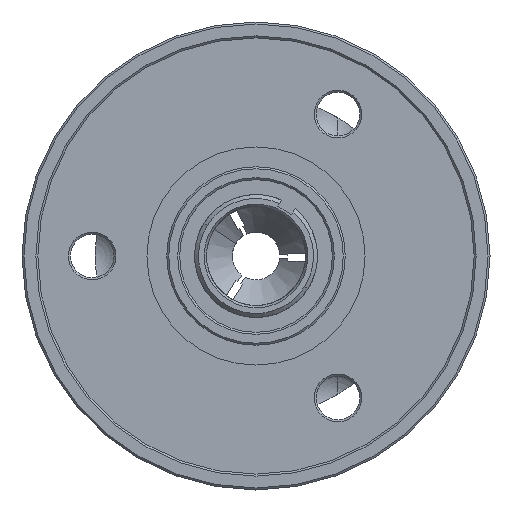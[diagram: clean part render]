
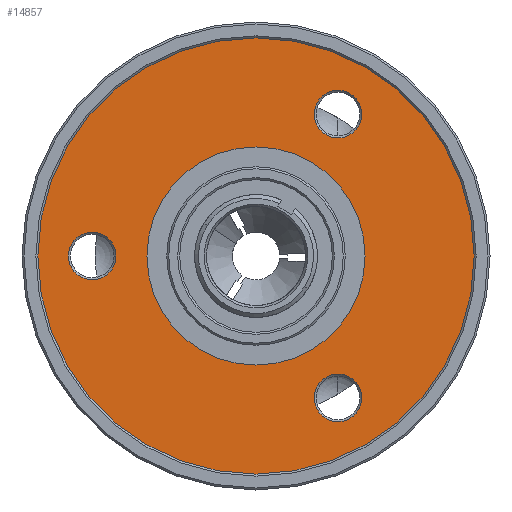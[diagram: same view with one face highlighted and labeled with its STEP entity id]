
A CAD part, left-side view. The second image highlights one B-rep face of the part: STEP entity #14857.
In plain terms, the highlighted planar face has unit normal (-1, 0, 0).
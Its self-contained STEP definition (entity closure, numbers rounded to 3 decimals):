
#155 = AXIS2_PLACEMENT_3D ( 'NONE', #37854, #16222, #15523 ) ;
#484 = DIRECTION ( 'NONE',  ( 0., 0., 1. ) ) ;
#609 = VERTEX_POINT ( 'NONE', #49323 ) ;
#798 = CARTESIAN_POINT ( 'NONE',  ( 4., 22.5, 0. ) ) ;
#2190 = DIRECTION ( 'NONE',  ( 1., 0., 0. ) ) ;
#2320 = CARTESIAN_POINT ( 'NONE',  ( 4., 0., 27.5 ) ) ;
#2701 = CIRCLE ( 'NONE', #17231, 6. ) ;
#2737 = DIRECTION ( 'NONE',  ( 0., 0., 1. ) ) ;
#3228 = CARTESIAN_POINT ( 'NONE',  ( 4., 0., 0. ) ) ;
#3315 = VERTEX_POINT ( 'NONE', #37360 ) ;
#4226 = ORIENTED_EDGE ( 'NONE', *, *, #40555, .T. ) ;
#4670 = ORIENTED_EDGE ( 'NONE', *, *, #23899, .T. ) ;
#5470 = DIRECTION ( 'NONE',  ( 0., 0., 1. ) ) ;
#5673 = DIRECTION ( 'NONE',  ( -1., 0., 0. ) ) ;
#5699 = CIRCLE ( 'NONE', #155, 6. ) ;
#6012 = FACE_BOUND ( 'NONE', #25212, .T. ) ;
#6937 = EDGE_CURVE ( 'NONE', #49704, #27606, #5699, .T. ) ;
#7093 = AXIS2_PLACEMENT_3D ( 'NONE', #60032, #33603, #39503 ) ;
#7121 = EDGE_LOOP ( 'NONE', ( #64939, #17225 ) ) ;
#7965 = CARTESIAN_POINT ( 'NONE',  ( 4., 41.3, 0. ) ) ;
#11161 = AXIS2_PLACEMENT_3D ( 'NONE', #58251, #48847, #53757 ) ;
#11234 = FACE_BOUND ( 'NONE', #16886, .T. ) ;
#13530 = DIRECTION ( 'NONE',  ( 1., 0., 0. ) ) ;
#14193 = CARTESIAN_POINT ( 'NONE',  ( 4., -20.65, -41.767 ) ) ;
#14754 = DIRECTION ( 'NONE',  ( -1., 0., 0. ) ) ;
#14857 = ADVANCED_FACE ( 'NONE', ( #48228, #11234, #6012, #65258, #42637 ), #27990, .T. ) ;
#15523 = DIRECTION ( 'NONE',  ( 0., 0., 1. ) ) ;
#15596 = CIRCLE ( 'NONE', #62365, 6. ) ;
#15692 = ORIENTED_EDGE ( 'NONE', *, *, #63557, .T. ) ;
#16222 = DIRECTION ( 'NONE',  ( 1., 0., 0. ) ) ;
#16413 = AXIS2_PLACEMENT_3D ( 'NONE', #62879, #14754, #484 ) ;
#16886 = EDGE_LOOP ( 'NONE', ( #4226, #66837 ) ) ;
#17225 = ORIENTED_EDGE ( 'NONE', *, *, #44148, .F. ) ;
#17231 = AXIS2_PLACEMENT_3D ( 'NONE', #62548, #52478, #47224 ) ;
#17624 = CARTESIAN_POINT ( 'NONE',  ( 4., 0., -27.5 ) ) ;
#20985 = EDGE_LOOP ( 'NONE', ( #36256, #15692 ) ) ;
#21384 = EDGE_CURVE ( 'NONE', #41640, #40078, #49400, .T. ) ;
#22073 = DIRECTION ( 'NONE',  ( 0., 0., 1. ) ) ;
#23488 = DIRECTION ( 'NONE',  ( 0., 0., 1. ) ) ;
#23535 = CIRCLE ( 'NONE', #48010, 6. ) ;
#23899 = EDGE_CURVE ( 'NONE', #27606, #49704, #2701, .T. ) ;
#25054 = CARTESIAN_POINT ( 'NONE',  ( 4., -20.65, -35.767 ) ) ;
#25212 = EDGE_LOOP ( 'NONE', ( #4670, #43596 ) ) ;
#26075 = CIRCLE ( 'NONE', #7093, 6. ) ;
#26700 = VERTEX_POINT ( 'NONE', #63145 ) ;
#27606 = VERTEX_POINT ( 'NONE', #35809 ) ;
#27852 = AXIS2_PLACEMENT_3D ( 'NONE', #60388, #2190, #23488 ) ;
#27990 = PLANE ( 'NONE',  #35731 ) ;
#28038 = CARTESIAN_POINT ( 'NONE',  ( 4., 0., 0. ) ) ;
#30638 = DIRECTION ( 'NONE',  ( 0., 0., 1. ) ) ;
#31049 = CIRCLE ( 'NONE', #52205, 55. ) ;
#32694 = CARTESIAN_POINT ( 'NONE',  ( 4., -20.65, 29.767 ) ) ;
#33603 = DIRECTION ( 'NONE',  ( 1., 0., 0. ) ) ;
#35270 = EDGE_CURVE ( 'NONE', #609, #3315, #41228, .T. ) ;
#35731 = AXIS2_PLACEMENT_3D ( 'NONE', #798, #5673, #22073 ) ;
#35809 = CARTESIAN_POINT ( 'NONE',  ( 4., -20.65, 41.767 ) ) ;
#36256 = ORIENTED_EDGE ( 'NONE', *, *, #36706, .T. ) ;
#36706 = EDGE_CURVE ( 'NONE', #26700, #36716, #15596, .T. ) ;
#36716 = VERTEX_POINT ( 'NONE', #14193 ) ;
#37360 = CARTESIAN_POINT ( 'NONE',  ( 4., 0., -55. ) ) ;
#37854 = CARTESIAN_POINT ( 'NONE',  ( 4., -20.65, 35.767 ) ) ;
#37955 = CARTESIAN_POINT ( 'NONE',  ( 4., 41.3, -6. ) ) ;
#38844 = VERTEX_POINT ( 'NONE', #50236 ) ;
#39503 = DIRECTION ( 'NONE',  ( 0., 0., 1. ) ) ;
#40078 = VERTEX_POINT ( 'NONE', #17624 ) ;
#40555 = EDGE_CURVE ( 'NONE', #38844, #57456, #66762, .T. ) ;
#41228 = CIRCLE ( 'NONE', #11161, 55. ) ;
#41636 = ORIENTED_EDGE ( 'NONE', *, *, #35270, .T. ) ;
#41640 = VERTEX_POINT ( 'NONE', #2320 ) ;
#42637 = FACE_OUTER_BOUND ( 'NONE', #51591, .T. ) ;
#43596 = ORIENTED_EDGE ( 'NONE', *, *, #6937, .T. ) ;
#44148 = EDGE_CURVE ( 'NONE', #40078, #41640, #46448, .T. ) ;
#46448 = CIRCLE ( 'NONE', #16413, 27.5 ) ;
#47224 = DIRECTION ( 'NONE',  ( 0., 0., 1. ) ) ;
#48010 = AXIS2_PLACEMENT_3D ( 'NONE', #7965, #13530, #30638 ) ;
#48228 = FACE_BOUND ( 'NONE', #7121, .T. ) ;
#48847 = DIRECTION ( 'NONE',  ( -1., 0., 0. ) ) ;
#49323 = CARTESIAN_POINT ( 'NONE',  ( 4., 0., 55. ) ) ;
#49400 = CIRCLE ( 'NONE', #57178, 27.5 ) ;
#49704 = VERTEX_POINT ( 'NONE', #32694 ) ;
#50236 = CARTESIAN_POINT ( 'NONE',  ( 4., 41.3, 6. ) ) ;
#50584 = ORIENTED_EDGE ( 'NONE', *, *, #66597, .T. ) ;
#51591 = EDGE_LOOP ( 'NONE', ( #41636, #50584 ) ) ;
#52086 = EDGE_CURVE ( 'NONE', #57456, #38844, #23535, .T. ) ;
#52205 = AXIS2_PLACEMENT_3D ( 'NONE', #3228, #67336, #61079 ) ;
#52478 = DIRECTION ( 'NONE',  ( 1., 0., 0. ) ) ;
#53262 = DIRECTION ( 'NONE',  ( -1., 0., 0. ) ) ;
#53757 = DIRECTION ( 'NONE',  ( 0., 0., 1. ) ) ;
#57178 = AXIS2_PLACEMENT_3D ( 'NONE', #28038, #53262, #5470 ) ;
#57456 = VERTEX_POINT ( 'NONE', #37955 ) ;
#58251 = CARTESIAN_POINT ( 'NONE',  ( 4., 0., 0. ) ) ;
#60032 = CARTESIAN_POINT ( 'NONE',  ( 4., -20.65, -35.767 ) ) ;
#60388 = CARTESIAN_POINT ( 'NONE',  ( 4., 41.3, 0. ) ) ;
#61079 = DIRECTION ( 'NONE',  ( 0., 0., 1. ) ) ;
#62365 = AXIS2_PLACEMENT_3D ( 'NONE', #25054, #66506, #2737 ) ;
#62548 = CARTESIAN_POINT ( 'NONE',  ( 4., -20.65, 35.767 ) ) ;
#62879 = CARTESIAN_POINT ( 'NONE',  ( 4., 0., 0. ) ) ;
#63145 = CARTESIAN_POINT ( 'NONE',  ( 4., -20.65, -29.767 ) ) ;
#63557 = EDGE_CURVE ( 'NONE', #36716, #26700, #26075, .T. ) ;
#64939 = ORIENTED_EDGE ( 'NONE', *, *, #21384, .F. ) ;
#65258 = FACE_BOUND ( 'NONE', #20985, .T. ) ;
#66506 = DIRECTION ( 'NONE',  ( 1., 0., 0. ) ) ;
#66597 = EDGE_CURVE ( 'NONE', #3315, #609, #31049, .T. ) ;
#66762 = CIRCLE ( 'NONE', #27852, 6. ) ;
#66837 = ORIENTED_EDGE ( 'NONE', *, *, #52086, .T. ) ;
#67336 = DIRECTION ( 'NONE',  ( -1., 0., 0. ) ) ;
